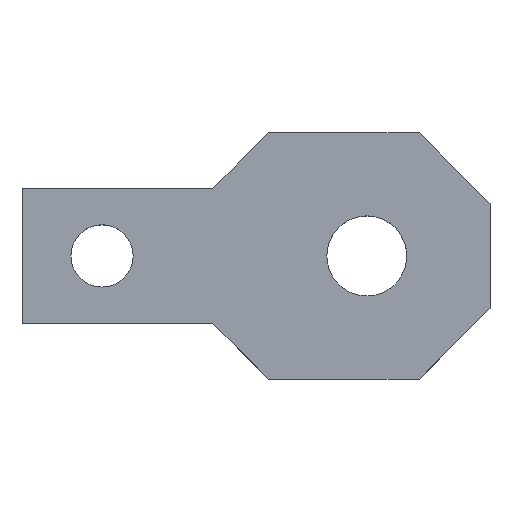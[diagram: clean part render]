
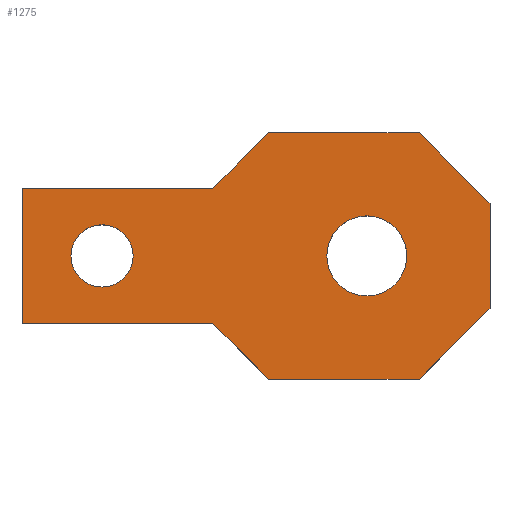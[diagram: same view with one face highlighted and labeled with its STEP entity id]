
A CAD part, top view. The second image highlights one B-rep face of the part: STEP entity #1275.
In plain terms, the highlighted planar face has unit normal (0, 0, 1).
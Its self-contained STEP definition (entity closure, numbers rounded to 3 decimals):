
#509=EDGE_CURVE('',#831,#815,#1470,.T.);
#521=VERTEX_POINT('',#1483);
#607=EDGE_CURVE('',#721,#521,#1582,.T.);
#643=VERTEX_POINT('',#1621);
#687=VERTEX_POINT('',#1670);
#721=VERTEX_POINT('',#1706);
#729=EDGE_CURVE('',#687,#825,#1714,.T.);
#793=EDGE_CURVE('',#1315,#1017,#1790,.T.);
#807=EDGE_CURVE('',#815,#831,#1805,.T.);
#815=VERTEX_POINT('',#1814);
#825=VERTEX_POINT('',#1825);
#831=VERTEX_POINT('',#1832);
#853=EDGE_CURVE('',#825,#1375,#1856,.T.);
#879=EDGE_CURVE('',#1017,#687,#1885,.T.);
#997=EDGE_CURVE('',#643,#1269,#2009,.T.);
#1017=VERTEX_POINT('',#2032);
#1027=EDGE_CURVE('',#1253,#643,#2044,.T.);
#1179=EDGE_CURVE('',#1375,#1253,#2213,.T.);
#1253=VERTEX_POINT('',#2297);
#1269=VERTEX_POINT('',#2313);
#1273=EDGE_CURVE('',#1269,#721,#2317,.T.);
#1275=ADVANCED_FACE('',(#2319,#2320,#2321),#2322,.T.);
#1287=EDGE_CURVE('',#1355,#1307,#2334,.T.);
#1307=VERTEX_POINT('',#2355);
#1315=VERTEX_POINT('',#2364);
#1319=EDGE_CURVE('',#521,#1315,#2368,.T.);
#1355=VERTEX_POINT('',#2409);
#1375=VERTEX_POINT('',#2429);
#1411=EDGE_CURVE('',#1307,#1355,#2468,.T.);
#1470=CIRCLE('',#2525,5.053);
#1483=CARTESIAN_POINT('',(51.5,-20.0,15.0));
#1582=LINE('',#2668,#2669);
#1621=CARTESIAN_POINT('',(51.5,20.0,15.0));
#1670=CARTESIAN_POINT('',(-13.0,-11.0,15.0));
#1706=CARTESIAN_POINT('',(63.0,-8.5,15.0));
#1714=LINE('',#2842,#2843);
#1790=LINE('',#2939,#2940);
#1805=CIRCLE('',#2957,5.053);
#1814=CARTESIAN_POINT('',(-5.053,0.0,15.0));
#1825=CARTESIAN_POINT('',(-13.0,11.0,15.0));
#1832=CARTESIAN_POINT('',(5.053,0.,15.0));
#1856=LINE('',#3019,#3020);
#1885=LINE('',#3059,#3060);
#2009=LINE('',#3233,#3234);
#2032=CARTESIAN_POINT('',(18.0,-11.0,15.0));
#2044=LINE('',#3278,#3279);
#2213=LINE('',#3495,#3496);
#2297=CARTESIAN_POINT('',(27.0,20.0,15.0));
#2313=CARTESIAN_POINT('',(63.0,8.5,15.0));
#2317=LINE('',#3630,#3631);
#2319=FACE_BOUND('',#3633,.T.);
#2320=FACE_BOUND('',#3634,.T.);
#2321=FACE_OUTER_BOUND('',#3635,.T.);
#2322=PLANE('',#3636);
#2334=CIRCLE('',#3651,6.5);
#2355=CARTESIAN_POINT('',(49.5,0.,15.0));
#2364=CARTESIAN_POINT('',(27.0,-20.0,15.0));
#2368=LINE('',#3695,#3696);
#2409=CARTESIAN_POINT('',(36.5,0.0,15.0));
#2429=CARTESIAN_POINT('',(18.0,11.0,15.0));
#2468=CIRCLE('',#3822,6.5);
#2525=AXIS2_PLACEMENT_3D('',#3889,#3890,#3891);
#2668=CARTESIAN_POINT('',(51.5,-20.0,15.0));
#2669=VECTOR('',#4065,1.0);
#2842=CARTESIAN_POINT('',(-13.0,11.0,15.0));
#2843=VECTOR('',#4212,1.0);
#2939=CARTESIAN_POINT('',(18.0,-11.0,15.0));
#2940=VECTOR('',#4337,1.0);
#2957=AXIS2_PLACEMENT_3D('',#4351,#4352,#4353);
#3019=CARTESIAN_POINT('',(18.0,11.0,15.0));
#3020=VECTOR('',#4418,1.0);
#3059=CARTESIAN_POINT('',(-13.0,-11.0,15.0));
#3060=VECTOR('',#4461,1.0);
#3233=CARTESIAN_POINT('',(63.0,8.5,15.0));
#3234=VECTOR('',#4596,1.0);
#3278=CARTESIAN_POINT('',(51.5,20.0,15.0));
#3279=VECTOR('',#4659,1.0);
#3495=CARTESIAN_POINT('',(27.0,20.0,15.0));
#3496=VECTOR('',#4890,1.0);
#3630=CARTESIAN_POINT('',(63.0,-8.5,15.0));
#3631=VECTOR('',#5033,1.0);
#3633=EDGE_LOOP('',(#5035,#5036));
#3634=EDGE_LOOP('',(#5037,#5038));
#3635=EDGE_LOOP('',(#5039,#5040,#5041,#5042,#5043,#5044,#5045,#5046,#5047,#5048));
#3636=AXIS2_PLACEMENT_3D('',#5049,#5050,#5051);
#3651=AXIS2_PLACEMENT_3D('',#5058,#5059,#5060);
#3695=CARTESIAN_POINT('',(27.0,-20.0,15.0));
#3696=VECTOR('',#5094,1.0);
#3822=AXIS2_PLACEMENT_3D('',#5215,#5216,#5217);
#3889=CARTESIAN_POINT('',(0.0,0.0,15.0));
#3890=DIRECTION('',(0.0,0.0,-1.0));
#3891=DIRECTION('',(1.0,0.0,0.0));
#4065=DIRECTION('',(-0.707,-0.707,0.0));
#4212=DIRECTION('',(0.0,1.0,0.0));
#4337=DIRECTION('',(-0.707,0.707,0.0));
#4351=CARTESIAN_POINT('',(0.0,0.0,15.0));
#4352=DIRECTION('',(0.0,0.0,-1.0));
#4353=DIRECTION('',(1.0,0.0,0.0));
#4418=DIRECTION('',(1.0,0.0,0.0));
#4461=DIRECTION('',(-1.0,0.0,0.0));
#4596=DIRECTION('',(0.707,-0.707,0.0));
#4659=DIRECTION('',(1.0,0.0,0.0));
#4890=DIRECTION('',(0.707,0.707,0.0));
#5033=DIRECTION('',(0.0,-1.0,0.0));
#5035=ORIENTED_EDGE('',*,*,#807,.T.);
#5036=ORIENTED_EDGE('',*,*,#509,.T.);
#5037=ORIENTED_EDGE('',*,*,#1287,.T.);
#5038=ORIENTED_EDGE('',*,*,#1411,.T.);
#5039=ORIENTED_EDGE('',*,*,#607,.F.);
#5040=ORIENTED_EDGE('',*,*,#1273,.F.);
#5041=ORIENTED_EDGE('',*,*,#997,.F.);
#5042=ORIENTED_EDGE('',*,*,#1027,.F.);
#5043=ORIENTED_EDGE('',*,*,#1179,.F.);
#5044=ORIENTED_EDGE('',*,*,#853,.F.);
#5045=ORIENTED_EDGE('',*,*,#729,.F.);
#5046=ORIENTED_EDGE('',*,*,#879,.F.);
#5047=ORIENTED_EDGE('',*,*,#793,.F.);
#5048=ORIENTED_EDGE('',*,*,#1319,.F.);
#5049=CARTESIAN_POINT('',(25.474,0.,15.0));
#5050=DIRECTION('',(0.0,0.0,1.0));
#5051=DIRECTION('',(1.0,0.0,0.0));
#5058=CARTESIAN_POINT('',(43.0,0.0,15.0));
#5059=DIRECTION('',(0.0,0.0,-1.0));
#5060=DIRECTION('',(1.0,0.0,0.0));
#5094=DIRECTION('',(-1.0,0.0,0.0));
#5215=CARTESIAN_POINT('',(43.0,0.0,15.0));
#5216=DIRECTION('',(0.0,0.0,-1.0));
#5217=DIRECTION('',(1.0,0.0,0.0));
